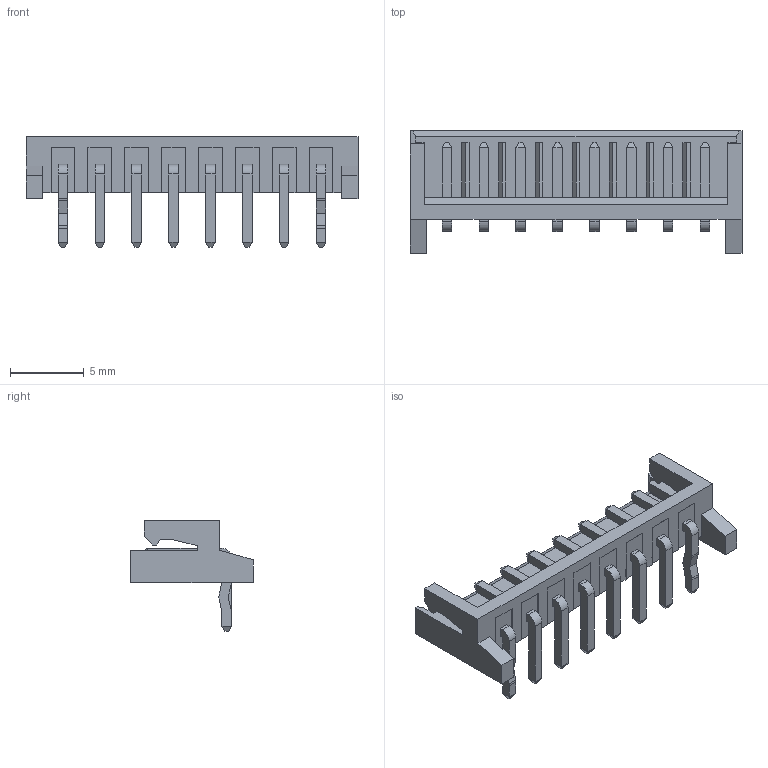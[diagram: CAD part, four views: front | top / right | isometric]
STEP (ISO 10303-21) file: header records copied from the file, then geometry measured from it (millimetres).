
FILE_DESCRIPTION(/* description */ ('Unknown'),/* implementation_level */ '2;1');
FILE_NAME(/* name */ 'J_Wurth_WR-WTB_68800811722',/* time_stamp */ '2025-05-22T16:51:30+08:00',/* author */ ('Unknown'),/* organization */ ('Unknown'),/* preprocessor_version */ 'ST-DEVELOPER v19.4',/* originating_system */ 'Solid Edge',/* authorisation */ 'Unknown');
FILE_SCHEMA (('AUTOMOTIVE_DESIGN {1 0 10303 214 3 1 1}'));
Length unit declared in the file: millimetre
Products named in the file (2): J_Wurth_WR-WTB_68800811722
Assembly tree (1 placements, depth 2):
  J_Wurth_WR-WTB_68800811722
    J_Wurth_WR-WTB_68800811722
Bounding box: 22.5 x 8.3 x 7.5 mm (x, y, z)
Volume: 216.4 mm3; surface area: 747 mm2
Topology: 1 solids, 11 shells, 384 faces, 972 edges, 626 vertices
Faces by surface type: plane 356, cylinder 28
Entity records: 13975 total; most frequent: CARTESIAN_POINT 1984, ORIENTED_EDGE 1944, DIRECTION 1800, EDGE_CURVE 972, LINE 916, VECTOR 916, VERTEX_POINT 626, AXIS2_PLACEMENT_3D 442
